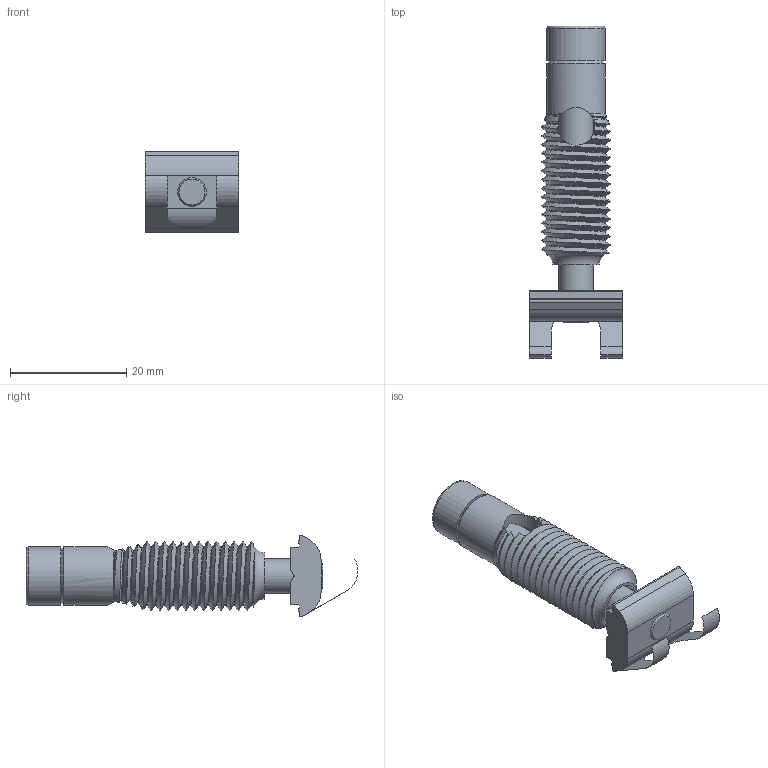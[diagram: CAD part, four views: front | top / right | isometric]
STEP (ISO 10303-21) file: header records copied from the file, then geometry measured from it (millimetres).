
FILE_DESCRIPTION(/* description */ (''),/* implementation_level */ '2;1');
FILE_NAME(/* name */ '341645.stp',/* time_stamp */ '2019-11-16T08:09:29+01:00',/* author */ ('Špaček'),/* organization */ ('Alutec K&K'),/* preprocessor_version */ 'ST-DEVELOPER v17',/* originating_system */ 'Autodesk Inventor 2018',/* authorisation */ '');
FILE_SCHEMA (('AUTOMOTIVE_DESIGN { 1 0 10303 214 3 1 1 }'));
Length unit declared in the file: millimetre
Products named in the file (5): 341645; 341645_assemble; 341645_screw; 341645_body; 210062
Assembly tree (4 placements, depth 3):
  341645
    341645_assemble
      341645_screw
      341645_body
      210062
Bounding box: 16 x 57.04 x 14 mm (x, y, z)
Volume: 4310.1 mm3; surface area: 4462.3 mm2
Topology: 3 solids, 4 shells, 163 faces, 491 edges, 334 vertices
Faces by surface type: plane 80, cylinder 42, bspline 31, cone 8, torus 2
Full cylindrical faces by diameter (mm): 4.917 x1, 6 x2, 6.5 x1, 7 x1, 10 x1, 10.1 x12
Entity records: 25780 total; most frequent: CARTESIAN_POINT 21561, ORIENTED_EDGE 968, DIRECTION 667, EDGE_CURVE 490, VERTEX_POINT 334, AXIS2_PLACEMENT_3D 226, LINE 215, VECTOR 215
